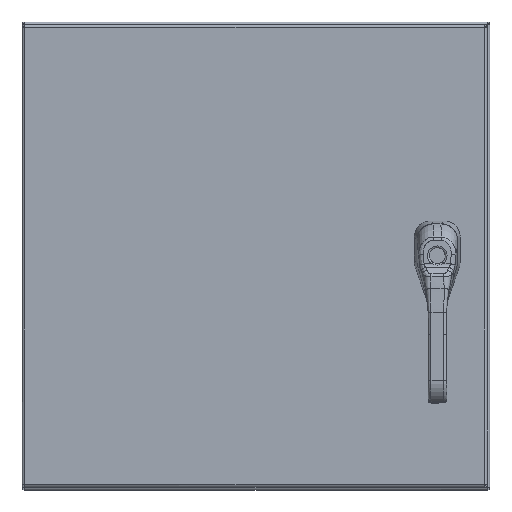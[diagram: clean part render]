
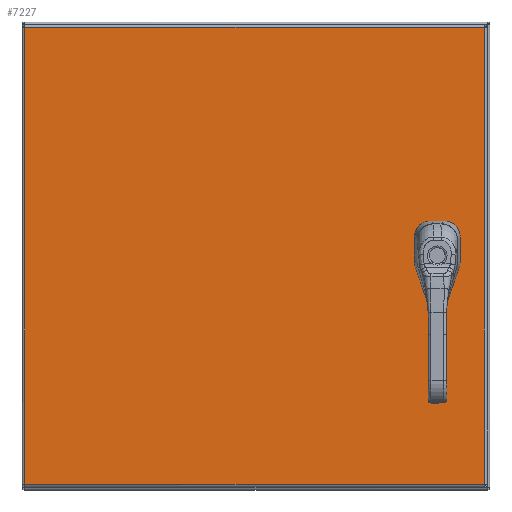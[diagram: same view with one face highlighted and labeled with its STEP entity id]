
A CAD part, top view. The second image highlights one B-rep face of the part: STEP entity #7227.
In plain terms, the highlighted face is planar.
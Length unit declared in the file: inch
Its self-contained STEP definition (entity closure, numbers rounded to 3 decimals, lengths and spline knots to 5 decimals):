
#5457=CARTESIAN_POINT('',(2.33762,10.275,0.0));
#5458=VERTEX_POINT('',#5457);
#5465=CARTESIAN_POINT('',(2.525,10.08762,0.0));
#5466=VERTEX_POINT('',#5465);
#5467=CARTESIAN_POINT('',(2.125,9.875,0.0));
#5468=DIRECTION('',(0.0,0.0,1.0));
#5469=DIRECTION('',(-0.469,-0.883,0.0));
#5470=AXIS2_PLACEMENT_3D('',#5467,#5468,#5469);
#5471=CIRCLE('',#5470,0.453);
#5472=EDGE_CURVE('',#5466,#5458,#5471,.T.);
#5497=CARTESIAN_POINT('',(2.525,9.66238,0.0));
#5498=VERTEX_POINT('',#5497);
#5499=CARTESIAN_POINT('',(2.525,9.66238,0.0));
#5500=DIRECTION('',(0.0,1.0,0.0));
#5501=VECTOR('',#5500,0.42525);
#5502=LINE('',#5499,#5501);
#5503=EDGE_CURVE('',#5498,#5466,#5502,.T.);
#5529=CARTESIAN_POINT('',(2.33762,9.475,0.0));
#5530=VERTEX_POINT('',#5529);
#5531=CARTESIAN_POINT('',(2.125,9.875,0.0));
#5532=DIRECTION('',(0.0,0.0,1.0));
#5533=DIRECTION('',(-0.883,0.469,0.0));
#5534=AXIS2_PLACEMENT_3D('',#5531,#5532,#5533);
#5535=CIRCLE('',#5534,0.453);
#5536=EDGE_CURVE('',#5530,#5498,#5535,.T.);
#5561=CARTESIAN_POINT('',(1.91238,9.475,0.0));
#5562=VERTEX_POINT('',#5561);
#5563=CARTESIAN_POINT('',(1.91238,9.475,0.0));
#5564=DIRECTION('',(1.0,0.0,0.0));
#5565=VECTOR('',#5564,0.42525);
#5566=LINE('',#5563,#5565);
#5567=EDGE_CURVE('',#5562,#5530,#5566,.T.);
#5593=CARTESIAN_POINT('',(1.725,9.66238,0.0));
#5594=VERTEX_POINT('',#5593);
#5595=CARTESIAN_POINT('',(2.125,9.875,0.0));
#5596=DIRECTION('',(0.0,0.0,1.0));
#5597=DIRECTION('',(0.469,0.883,0.0));
#5598=AXIS2_PLACEMENT_3D('',#5595,#5596,#5597);
#5599=CIRCLE('',#5598,0.453);
#5600=EDGE_CURVE('',#5594,#5562,#5599,.T.);
#5625=CARTESIAN_POINT('',(1.725,10.08762,0.0));
#5626=VERTEX_POINT('',#5625);
#5627=CARTESIAN_POINT('',(1.725,10.08762,0.0));
#5628=DIRECTION('',(0.0,-1.0,0.0));
#5629=VECTOR('',#5628,0.42525);
#5630=LINE('',#5627,#5629);
#5631=EDGE_CURVE('',#5626,#5594,#5630,.T.);
#5657=CARTESIAN_POINT('',(1.91238,10.275,0.0));
#5658=VERTEX_POINT('',#5657);
#5659=CARTESIAN_POINT('',(2.125,9.875,0.0));
#5660=DIRECTION('',(0.0,0.0,1.0));
#5661=DIRECTION('',(0.883,-0.469,0.0));
#5662=AXIS2_PLACEMENT_3D('',#5659,#5660,#5661);
#5663=CIRCLE('',#5662,0.453);
#5664=EDGE_CURVE('',#5658,#5626,#5663,.T.);
#5687=CARTESIAN_POINT('',(2.33762,10.275,0.0));
#5688=DIRECTION('',(-1.0,0.0,0.0));
#5689=VECTOR('',#5688,0.42525);
#5690=LINE('',#5687,#5689);
#5691=EDGE_CURVE('',#5458,#5658,#5690,.T.);
#5713=CARTESIAN_POINT('',(1.985,10.75997,0.0));
#5714=VERTEX_POINT('',#5713);
#5715=CARTESIAN_POINT('',(2.125,10.75997,0.0));
#5716=DIRECTION('',(0.0,0.0,1.0));
#5717=DIRECTION('',(1.0,0.0,0.0));
#5718=AXIS2_PLACEMENT_3D('',#5715,#5716,#5717);
#5719=CIRCLE('',#5718,0.14);
#5720=EDGE_CURVE('',#5714,#5714,#5719,.T.);
#5741=CARTESIAN_POINT('',(1.985,8.98897,0.0));
#5742=VERTEX_POINT('',#5741);
#5743=CARTESIAN_POINT('',(2.125,8.98897,0.0));
#5744=DIRECTION('',(0.0,0.0,1.0));
#5745=DIRECTION('',(1.0,0.0,0.0));
#5746=AXIS2_PLACEMENT_3D('',#5743,#5744,#5745);
#5747=CIRCLE('',#5746,0.14);
#5748=EDGE_CURVE('',#5742,#5742,#5747,.T.);
#5769=CARTESIAN_POINT('',(1.985,8.49697,0.0));
#5770=VERTEX_POINT('',#5769);
#5771=CARTESIAN_POINT('',(2.125,8.49697,0.0));
#5772=DIRECTION('',(0.0,0.0,1.0));
#5773=DIRECTION('',(1.0,0.0,0.0));
#5774=AXIS2_PLACEMENT_3D('',#5771,#5772,#5773);
#5775=CIRCLE('',#5774,0.14);
#5776=EDGE_CURVE('',#5770,#5770,#5775,.T.);
#6226=CARTESIAN_POINT('',(19.76975,0.10525,0.));
#6227=VERTEX_POINT('',#6226);
#6238=CARTESIAN_POINT('',(19.76975,19.64475,0.));
#6239=VERTEX_POINT('',#6238);
#6240=CARTESIAN_POINT('',(19.76975,19.64475,0.0));
#6241=DIRECTION('',(0.0,-1.0,0.0));
#6242=VECTOR('',#6241,19.5395);
#6243=LINE('',#6240,#6242);
#6244=EDGE_CURVE('',#6239,#6227,#6243,.T.);
#6396=CARTESIAN_POINT('',(0.10525,0.10525,0.));
#6397=VERTEX_POINT('',#6396);
#6408=CARTESIAN_POINT('',(19.76975,0.10525,0.0));
#6409=DIRECTION('',(-1.0,0.0,0.0));
#6410=VECTOR('',#6409,19.6645);
#6411=LINE('',#6408,#6410);
#6412=EDGE_CURVE('',#6227,#6397,#6411,.T.);
#6673=CARTESIAN_POINT('',(0.10525,19.64475,0.));
#6674=VERTEX_POINT('',#6673);
#6685=CARTESIAN_POINT('',(0.10525,0.10525,0.0));
#6686=DIRECTION('',(0.0,1.0,0.0));
#6687=VECTOR('',#6686,19.5395);
#6688=LINE('',#6685,#6687);
#6689=EDGE_CURVE('',#6397,#6674,#6688,.T.);
#6954=CARTESIAN_POINT('',(0.10525,19.64475,0.0));
#6955=DIRECTION('',(1.0,0.0,0.0));
#6956=VECTOR('',#6955,19.6645);
#6957=LINE('',#6954,#6956);
#6958=EDGE_CURVE('',#6674,#6239,#6957,.T.);
#7197=CARTESIAN_POINT('',(9.9375,9.875,0.0));
#7198=DIRECTION('',(0.0,0.0,1.0));
#7199=DIRECTION('',(1.0,0.0,0.0));
#7200=AXIS2_PLACEMENT_3D('',#7197,#7198,#7199);
#7201=PLANE('',#7200);
#7202=ORIENTED_EDGE('',*,*,#6244,.T.);
#7203=ORIENTED_EDGE('',*,*,#6412,.T.);
#7204=ORIENTED_EDGE('',*,*,#6689,.T.);
#7205=ORIENTED_EDGE('',*,*,#6958,.T.);
#7206=EDGE_LOOP('',(#7202,#7203,#7204,#7205));
#7207=FACE_OUTER_BOUND('',#7206,.T.);
#7208=ORIENTED_EDGE('',*,*,#5472,.T.);
#7209=ORIENTED_EDGE('',*,*,#5691,.T.);
#7210=ORIENTED_EDGE('',*,*,#5664,.T.);
#7211=ORIENTED_EDGE('',*,*,#5631,.T.);
#7212=ORIENTED_EDGE('',*,*,#5600,.T.);
#7213=ORIENTED_EDGE('',*,*,#5567,.T.);
#7214=ORIENTED_EDGE('',*,*,#5536,.T.);
#7215=ORIENTED_EDGE('',*,*,#5503,.T.);
#7216=EDGE_LOOP('',(#7208,#7209,#7210,#7211,#7212,#7213,#7214,#7215));
#7217=FACE_BOUND('',#7216,.T.);
#7218=ORIENTED_EDGE('',*,*,#5720,.T.);
#7219=EDGE_LOOP('',(#7218));
#7220=FACE_BOUND('',#7219,.T.);
#7221=ORIENTED_EDGE('',*,*,#5748,.T.);
#7222=EDGE_LOOP('',(#7221));
#7223=FACE_BOUND('',#7222,.T.);
#7224=ORIENTED_EDGE('',*,*,#5776,.T.);
#7225=EDGE_LOOP('',(#7224));
#7226=FACE_BOUND('',#7225,.T.);
#7227=ADVANCED_FACE('',(#7207,#7217,#7220,#7223,#7226),#7201,.F.);
